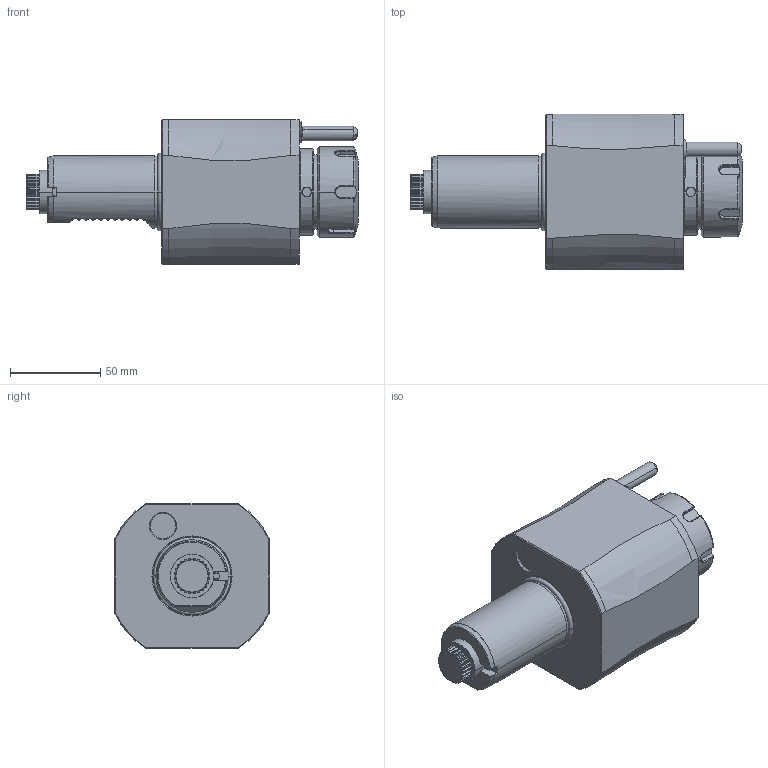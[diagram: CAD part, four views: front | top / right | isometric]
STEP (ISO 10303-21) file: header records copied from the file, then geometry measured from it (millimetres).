
FILE_DESCRIPTION((''),'2;1');
FILE_NAME('NGT1_40_131_32_1','2017-03-10T',('vali'),('NOVA GRUP'),'PRO/ENGINEER BY PARAMETRIC TECHNOLOGY CORPORATION, 2010280','PRO/ENGINEER BY PARAMETRIC TECHNOLOGY CORPORATION, 2010280','');
FILE_SCHEMA(('CONFIG_CONTROL_DESIGN'));
Length unit declared in the file: millimetre
Products named in the file (1): NGT1_40_131_32_1
Bounding box: 183.6 x 86 x 80 mm (x, y, z)
Volume: 610536.5 mm3; surface area: 53362.7 mm2
Topology: 1 solids, 2 shells, 379 faces, 1046 edges, 684 vertices
Faces by surface type: cylinder 162, plane 107, cone 56, bspline 30, torus 22, sphere 2
Entity records: 16965 total; most frequent: CARTESIAN_POINT 7903, ORIENTED_EDGE 2092, DIRECTION 1607, EDGE_CURVE 1046, VERTEX_POINT 684, AXIS2_PLACEMENT_3D 618, B_SPLINE_CURVE_WITH_KNOTS 406, EDGE_LOOP 396
